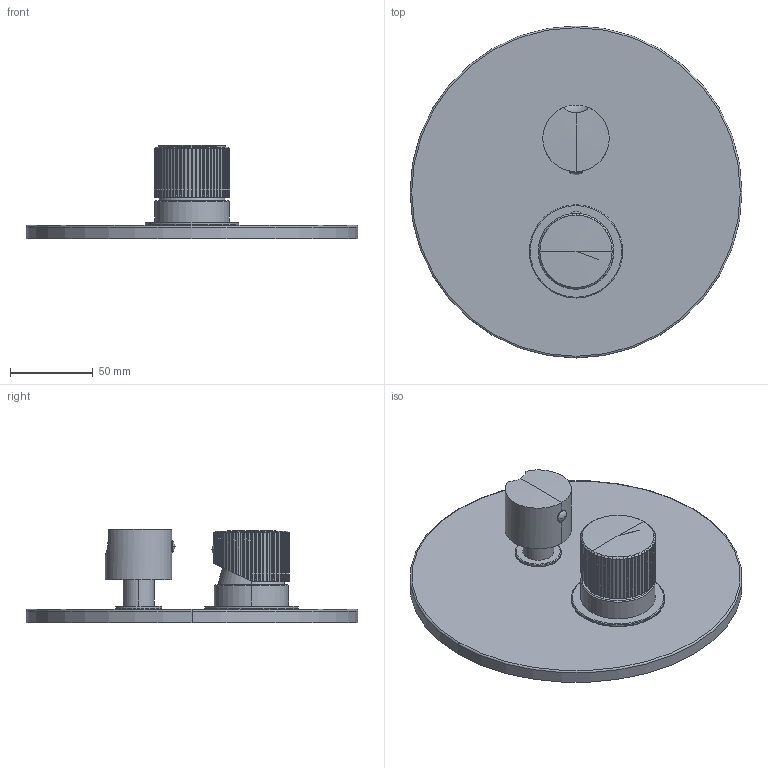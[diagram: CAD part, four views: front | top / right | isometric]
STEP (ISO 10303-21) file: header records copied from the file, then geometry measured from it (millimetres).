
FILE_DESCRIPTION((''),'2;1');
FILE_NAME('JO018CR','2021-02-02T14:31:06',('ut3'),('PAFFONI SpA'),'CREO PARAMETRIC BY PTC INC, 2020044','CREO PARAMETRIC BY PTC INC, 2020044','');
FILE_SCHEMA(('CONFIG_CONTROL_DESIGN','SHAPE_APPEARANCE_LAYERS_GROUPS'));
Length unit declared in the file: millimetre
Products named in the file (1): JO018CR
Bounding box: 200 x 200 x 56.25 mm (x, y, z)
Volume: 333697.4 mm3; surface area: 94909.2 mm2
Topology: 1 solids, 1 shells, 345 faces, 941 edges, 604 vertices
Faces by surface type: plane 172, cylinder 125, cone 29, torus 10, sphere 5, bspline 4
Entity records: 14629 total; most frequent: CARTESIAN_POINT 3696, ORIENTED_EDGE 1866, DIRECTION 1650, EDGE_CURVE 933, VERTEX_POINT 604, AXIS2_PLACEMENT_3D 598, VECTOR 454, LINE 454
